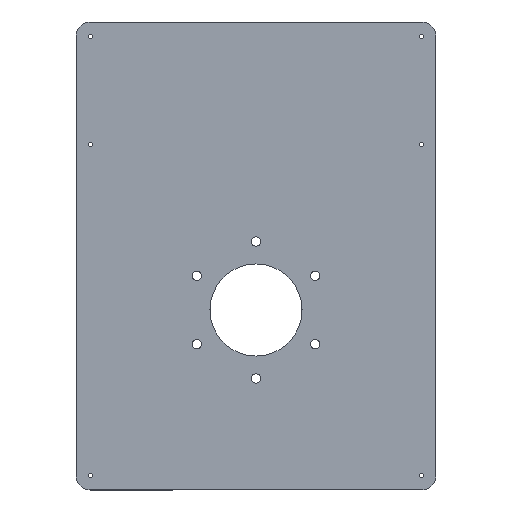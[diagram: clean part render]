
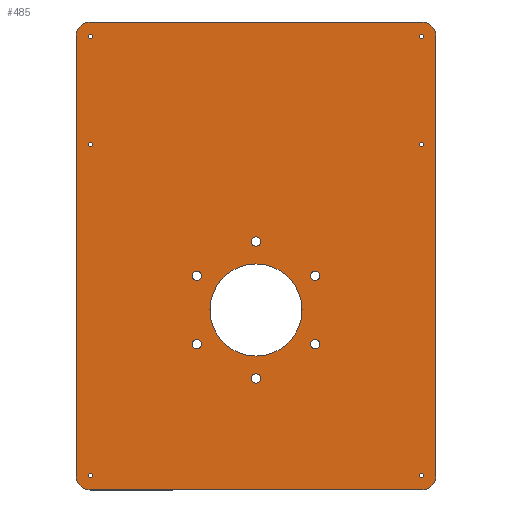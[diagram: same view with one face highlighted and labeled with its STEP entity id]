
A CAD part, top view. The second image highlights one B-rep face of the part: STEP entity #485.
In plain terms, the highlighted planar face has unit normal (0, 0, 1).
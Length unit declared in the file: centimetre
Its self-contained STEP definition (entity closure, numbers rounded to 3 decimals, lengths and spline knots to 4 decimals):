
#20=FACE_BOUND('',#97,.T.);
#21=FACE_BOUND('',#98,.T.);
#22=FACE_BOUND('',#99,.T.);
#23=FACE_BOUND('',#100,.T.);
#24=FACE_BOUND('',#101,.T.);
#25=FACE_BOUND('',#102,.T.);
#26=FACE_BOUND('',#103,.T.);
#27=FACE_BOUND('',#104,.T.);
#28=FACE_BOUND('',#105,.T.);
#29=FACE_BOUND('',#106,.T.);
#30=FACE_BOUND('',#107,.T.);
#31=FACE_BOUND('',#108,.T.);
#32=FACE_BOUND('',#109,.T.);
#50=PLANE('',#545);
#73=FACE_OUTER_BOUND('',#96,.T.);
#96=EDGE_LOOP('',(#405,#406,#407,#408,#409,#410,#411,#412));
#97=EDGE_LOOP('',(#413));
#98=EDGE_LOOP('',(#414));
#99=EDGE_LOOP('',(#415));
#100=EDGE_LOOP('',(#416));
#101=EDGE_LOOP('',(#417));
#102=EDGE_LOOP('',(#418));
#103=EDGE_LOOP('',(#419));
#104=EDGE_LOOP('',(#420));
#105=EDGE_LOOP('',(#421));
#106=EDGE_LOOP('',(#422));
#107=EDGE_LOOP('',(#423));
#108=EDGE_LOOP('',(#424));
#109=EDGE_LOOP('',(#425));
#139=LINE('',#784,#168);
#143=LINE('',#796,#172);
#147=LINE('',#808,#176);
#151=LINE('',#820,#180);
#168=VECTOR('',#647,1.);
#172=VECTOR('',#659,1.);
#176=VECTOR('',#671,1.);
#180=VECTOR('',#683,1.);
#182=CIRCLE('',#491,3.);
#184=CIRCLE('',#494,3.);
#186=CIRCLE('',#497,3.);
#188=CIRCLE('',#500,6.5);
#190=CIRCLE('',#503,6.5);
#192=CIRCLE('',#506,3.);
#194=CIRCLE('',#509,6.5);
#196=CIRCLE('',#512,64.);
#198=CIRCLE('',#515,6.5);
#200=CIRCLE('',#518,6.5);
#202=CIRCLE('',#521,6.5);
#204=CIRCLE('',#524,3.);
#206=CIRCLE('',#527,3.);
#209=CIRCLE('',#532,20.);
#211=CIRCLE('',#536,20.);
#213=CIRCLE('',#540,20.);
#215=CIRCLE('',#544,20.);
#216=VERTEX_POINT('',#700);
#218=VERTEX_POINT('',#706);
#220=VERTEX_POINT('',#712);
#222=VERTEX_POINT('',#718);
#224=VERTEX_POINT('',#724);
#226=VERTEX_POINT('',#730);
#228=VERTEX_POINT('',#736);
#230=VERTEX_POINT('',#742);
#232=VERTEX_POINT('',#748);
#234=VERTEX_POINT('',#754);
#236=VERTEX_POINT('',#760);
#238=VERTEX_POINT('',#766);
#240=VERTEX_POINT('',#772);
#244=VERTEX_POINT('',#781);
#245=VERTEX_POINT('',#783);
#247=VERTEX_POINT('',#789);
#249=VERTEX_POINT('',#795);
#251=VERTEX_POINT('',#801);
#253=VERTEX_POINT('',#807);
#255=VERTEX_POINT('',#813);
#257=VERTEX_POINT('',#819);
#258=EDGE_CURVE('',#216,#216,#182,.T.);
#261=EDGE_CURVE('',#218,#218,#184,.T.);
#264=EDGE_CURVE('',#220,#220,#186,.T.);
#267=EDGE_CURVE('',#222,#222,#188,.T.);
#270=EDGE_CURVE('',#224,#224,#190,.T.);
#273=EDGE_CURVE('',#226,#226,#192,.T.);
#276=EDGE_CURVE('',#228,#228,#194,.T.);
#279=EDGE_CURVE('',#230,#230,#196,.T.);
#282=EDGE_CURVE('',#232,#232,#198,.T.);
#285=EDGE_CURVE('',#234,#234,#200,.T.);
#288=EDGE_CURVE('',#236,#236,#202,.T.);
#291=EDGE_CURVE('',#238,#238,#204,.T.);
#294=EDGE_CURVE('',#240,#240,#206,.T.);
#299=EDGE_CURVE('',#245,#244,#139,.T.);
#302=EDGE_CURVE('',#247,#245,#209,.T.);
#305=EDGE_CURVE('',#249,#247,#143,.T.);
#308=EDGE_CURVE('',#251,#249,#211,.T.);
#311=EDGE_CURVE('',#253,#251,#147,.T.);
#314=EDGE_CURVE('',#255,#253,#213,.T.);
#317=EDGE_CURVE('',#257,#255,#151,.T.);
#320=EDGE_CURVE('',#244,#257,#215,.T.);
#405=ORIENTED_EDGE('',*,*,#320,.T.);
#406=ORIENTED_EDGE('',*,*,#317,.T.);
#407=ORIENTED_EDGE('',*,*,#314,.T.);
#408=ORIENTED_EDGE('',*,*,#311,.T.);
#409=ORIENTED_EDGE('',*,*,#308,.T.);
#410=ORIENTED_EDGE('',*,*,#305,.T.);
#411=ORIENTED_EDGE('',*,*,#302,.T.);
#412=ORIENTED_EDGE('',*,*,#299,.T.);
#413=ORIENTED_EDGE('',*,*,#294,.T.);
#414=ORIENTED_EDGE('',*,*,#291,.T.);
#415=ORIENTED_EDGE('',*,*,#288,.T.);
#416=ORIENTED_EDGE('',*,*,#285,.T.);
#417=ORIENTED_EDGE('',*,*,#282,.T.);
#418=ORIENTED_EDGE('',*,*,#279,.T.);
#419=ORIENTED_EDGE('',*,*,#276,.T.);
#420=ORIENTED_EDGE('',*,*,#273,.T.);
#421=ORIENTED_EDGE('',*,*,#270,.T.);
#422=ORIENTED_EDGE('',*,*,#267,.T.);
#423=ORIENTED_EDGE('',*,*,#264,.T.);
#424=ORIENTED_EDGE('',*,*,#261,.T.);
#425=ORIENTED_EDGE('',*,*,#258,.T.);
#485=ADVANCED_FACE('',(#73,#20,#21,#22,#23,#24,#25,#26,#27,#28,#29,#30,
#31,#32),#50,.T.);
#491=AXIS2_PLACEMENT_3D('',#701,#554,#555);
#494=AXIS2_PLACEMENT_3D('',#707,#561,#562);
#497=AXIS2_PLACEMENT_3D('',#713,#568,#569);
#500=AXIS2_PLACEMENT_3D('',#719,#575,#576);
#503=AXIS2_PLACEMENT_3D('',#725,#582,#583);
#506=AXIS2_PLACEMENT_3D('',#731,#589,#590);
#509=AXIS2_PLACEMENT_3D('',#737,#596,#597);
#512=AXIS2_PLACEMENT_3D('',#743,#603,#604);
#515=AXIS2_PLACEMENT_3D('',#749,#610,#611);
#518=AXIS2_PLACEMENT_3D('',#755,#617,#618);
#521=AXIS2_PLACEMENT_3D('',#761,#624,#625);
#524=AXIS2_PLACEMENT_3D('',#767,#631,#632);
#527=AXIS2_PLACEMENT_3D('',#773,#638,#639);
#532=AXIS2_PLACEMENT_3D('',#790,#653,#654);
#536=AXIS2_PLACEMENT_3D('',#802,#665,#666);
#540=AXIS2_PLACEMENT_3D('',#814,#677,#678);
#544=AXIS2_PLACEMENT_3D('',#824,#689,#690);
#545=AXIS2_PLACEMENT_3D('',#825,#691,#692);
#554=DIRECTION('center_axis',(0.,0.,-1.));
#555=DIRECTION('ref_axis',(1.,0.,0.));
#561=DIRECTION('center_axis',(0.,0.,-1.));
#562=DIRECTION('ref_axis',(-1.,0.,0.));
#568=DIRECTION('center_axis',(0.,0.,-1.));
#569=DIRECTION('ref_axis',(-1.,0.,0.));
#575=DIRECTION('center_axis',(0.,0.,-1.));
#576=DIRECTION('ref_axis',(1.,0.,0.));
#582=DIRECTION('center_axis',(0.,0.,-1.));
#583=DIRECTION('ref_axis',(1.,0.,0.));
#589=DIRECTION('center_axis',(0.,0.,-1.));
#590=DIRECTION('ref_axis',(-1.,0.,0.));
#596=DIRECTION('center_axis',(0.,0.,-1.));
#597=DIRECTION('ref_axis',(1.,0.,0.));
#603=DIRECTION('center_axis',(0.,0.,-1.));
#604=DIRECTION('ref_axis',(1.,0.,0.));
#610=DIRECTION('center_axis',(0.,0.,-1.));
#611=DIRECTION('ref_axis',(1.,0.,0.));
#617=DIRECTION('center_axis',(0.,0.,-1.));
#618=DIRECTION('ref_axis',(1.,0.,0.));
#624=DIRECTION('center_axis',(0.,0.,-1.));
#625=DIRECTION('ref_axis',(1.,0.,0.));
#631=DIRECTION('center_axis',(0.,0.,-1.));
#632=DIRECTION('ref_axis',(1.,0.,0.));
#638=DIRECTION('center_axis',(0.,0.,-1.));
#639=DIRECTION('ref_axis',(-1.,0.,0.));
#647=DIRECTION('',(0.,1.,0.));
#653=DIRECTION('center_axis',(0.,0.,1.));
#654=DIRECTION('ref_axis',(0.,-1.,0.));
#659=DIRECTION('',(1.,0.,0.));
#665=DIRECTION('center_axis',(0.,0.,1.));
#666=DIRECTION('ref_axis',(-1.,0.,0.));
#671=DIRECTION('',(0.,-1.,0.));
#677=DIRECTION('center_axis',(0.,0.,1.));
#678=DIRECTION('ref_axis',(0.,1.,0.));
#683=DIRECTION('',(-1.,0.,0.));
#689=DIRECTION('center_axis',(0.,0.,1.));
#690=DIRECTION('ref_axis',(1.,0.,0.));
#691=DIRECTION('center_axis',(0.,0.,1.));
#692=DIRECTION('ref_axis',(1.,0.,0.));
#700=CARTESIAN_POINT('',(-233.,20.,1.));
#701=CARTESIAN_POINT('Origin',(-230.,20.,1.));
#706=CARTESIAN_POINT('',(-227.,480.,1.));
#707=CARTESIAN_POINT('Origin',(-230.,480.,1.));
#712=CARTESIAN_POINT('',(233.,630.,1.));
#713=CARTESIAN_POINT('Origin',(230.,630.,1.));
#718=CARTESIAN_POINT('',(-6.5,155.,1.));
#719=CARTESIAN_POINT('Origin',(0.,155.,1.));
#724=CARTESIAN_POINT('',(75.7724,202.5,1.));
#725=CARTESIAN_POINT('Origin',(82.2724,202.5,1.));
#730=CARTESIAN_POINT('',(233.,480.,1.));
#731=CARTESIAN_POINT('Origin',(230.,480.,1.));
#736=CARTESIAN_POINT('',(75.7724,297.5,1.));
#737=CARTESIAN_POINT('Origin',(82.2724,297.5,1.));
#742=CARTESIAN_POINT('',(-64.,250.,1.));
#743=CARTESIAN_POINT('Origin',(0.,250.,1.));
#748=CARTESIAN_POINT('',(-6.5,345.,1.));
#749=CARTESIAN_POINT('Origin',(0.,345.,1.));
#754=CARTESIAN_POINT('',(-88.7724,297.5,1.));
#755=CARTESIAN_POINT('Origin',(-82.2724,297.5,1.));
#760=CARTESIAN_POINT('',(-88.7724,202.5,1.));
#761=CARTESIAN_POINT('Origin',(-82.2724,202.5,1.));
#766=CARTESIAN_POINT('',(227.,20.,1.));
#767=CARTESIAN_POINT('Origin',(230.,20.,1.));
#772=CARTESIAN_POINT('',(-227.,630.,1.));
#773=CARTESIAN_POINT('Origin',(-230.,630.,1.));
#781=CARTESIAN_POINT('',(250.,630.,1.));
#783=CARTESIAN_POINT('',(250.,20.,1.));
#784=CARTESIAN_POINT('',(250.,20.,1.));
#789=CARTESIAN_POINT('',(230.,0.,1.));
#790=CARTESIAN_POINT('Origin',(230.,20.,1.));
#795=CARTESIAN_POINT('',(-230.,0.,1.));
#796=CARTESIAN_POINT('',(-230.,0.,1.));
#801=CARTESIAN_POINT('',(-250.,20.,1.));
#802=CARTESIAN_POINT('Origin',(-230.,20.,1.));
#807=CARTESIAN_POINT('',(-250.,630.,1.));
#808=CARTESIAN_POINT('',(-250.,630.,1.));
#813=CARTESIAN_POINT('',(-230.,650.,1.));
#814=CARTESIAN_POINT('Origin',(-230.,630.,1.));
#819=CARTESIAN_POINT('',(230.,650.,1.));
#820=CARTESIAN_POINT('',(230.,650.,1.));
#824=CARTESIAN_POINT('Origin',(230.,630.,1.));
#825=CARTESIAN_POINT('Origin',(0.,325.,1.));
